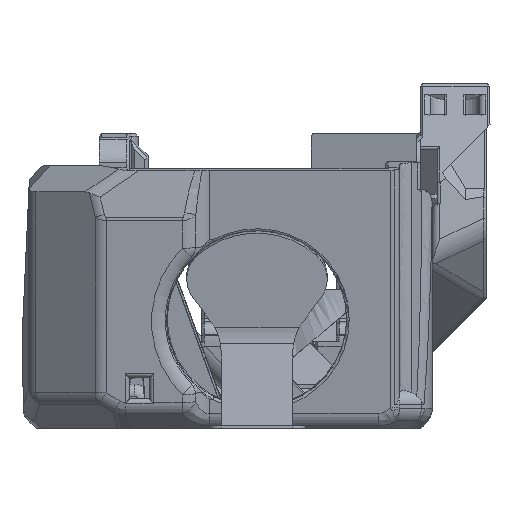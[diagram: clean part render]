
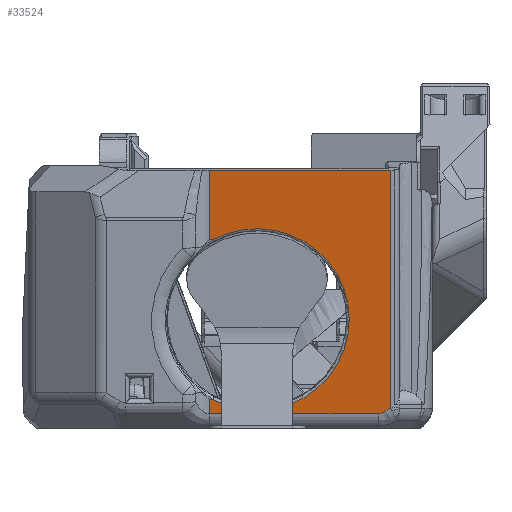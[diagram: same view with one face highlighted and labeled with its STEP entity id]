
A CAD part, left-side view. The second image highlights one B-rep face of the part: STEP entity #33524.
In plain terms, the highlighted planar face has unit normal (-0.985, 0, -0.174).
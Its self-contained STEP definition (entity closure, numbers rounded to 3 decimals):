
#920=B_SPLINE_CURVE_WITH_KNOTS('',3,(#55169,#55170,#55171,#55172),
 .UNSPECIFIED.,.F.,.F.,(4,4),(0.001,0.001),
 .UNSPECIFIED.);
#942=B_SPLINE_CURVE_WITH_KNOTS('',3,(#55717,#55718,#55719,#55720),
 .UNSPECIFIED.,.F.,.F.,(4,4),(0.001,0.001),
 .UNSPECIFIED.);
#1534=CIRCLE('',#35300,14.4);
#2733=ELLIPSE('',#36084,3.203,2.);
#6885=ORIENTED_EDGE('',*,*,#15379,.T.);
#6886=ORIENTED_EDGE('',*,*,#13999,.T.);
#6887=ORIENTED_EDGE('',*,*,#15575,.T.);
#6888=ORIENTED_EDGE('',*,*,#15576,.T.);
#6889=ORIENTED_EDGE('',*,*,#15577,.T.);
#6890=ORIENTED_EDGE('',*,*,#15578,.F.);
#6891=ORIENTED_EDGE('',*,*,#15579,.F.);
#6892=ORIENTED_EDGE('',*,*,#15580,.F.);
#6893=ORIENTED_EDGE('',*,*,#15362,.F.);
#6894=ORIENTED_EDGE('',*,*,#15377,.T.);
#13999=EDGE_CURVE('',#18898,#18899,#1534,.T.);
#15362=EDGE_CURVE('',#19829,#19830,#22786,.T.);
#15377=EDGE_CURVE('',#19829,#19839,#22794,.F.);
#15379=EDGE_CURVE('',#19839,#18898,#920,.F.);
#15575=EDGE_CURVE('',#18899,#19966,#942,.T.);
#15576=EDGE_CURVE('',#19966,#19967,#22910,.F.);
#15577=EDGE_CURVE('',#19967,#19968,#22911,.T.);
#15578=EDGE_CURVE('',#19969,#19968,#2733,.F.);
#15579=EDGE_CURVE('',#19970,#19969,#22912,.T.);
#15580=EDGE_CURVE('',#19830,#19970,#22913,.F.);
#18898=VERTEX_POINT('',#48360);
#18899=VERTEX_POINT('',#48361);
#19829=VERTEX_POINT('',#55103);
#19830=VERTEX_POINT('',#55105);
#19839=VERTEX_POINT('',#55141);
#19966=VERTEX_POINT('',#55721);
#19967=VERTEX_POINT('',#55723);
#19968=VERTEX_POINT('',#55725);
#19969=VERTEX_POINT('',#55727);
#19970=VERTEX_POINT('',#55729);
#22786=LINE('',#55104,#25793);
#22794=LINE('',#55142,#25801);
#22910=LINE('',#55722,#25917);
#22911=LINE('',#55724,#25918);
#22912=LINE('',#55728,#25919);
#22913=LINE('',#55730,#25920);
#25793=VECTOR('',#41142,1000.);
#25801=VECTOR('',#41168,1000.);
#25917=VECTOR('',#41506,1000.);
#25918=VECTOR('',#41507,1000.);
#25919=VECTOR('',#41510,1000.);
#25920=VECTOR('',#41511,1000.);
#28343=EDGE_LOOP('',(#6885,#6886,#6887,#6888,#6889,#6890,#6891,#6892,#6893,
#6894));
#30416=FACE_BOUND('',#28343,.T.);
#32085=PLANE('',#36083);
#33524=ADVANCED_FACE('',(#30416),#32085,.F.);
#35300=AXIS2_PLACEMENT_3D('',#48359,#39144,#39145);
#36083=AXIS2_PLACEMENT_3D('',#55716,#41504,#41505);
#36084=AXIS2_PLACEMENT_3D('',#55726,#41508,#41509);
#39144=DIRECTION('',(0.985,0.,0.174));
#39145=DIRECTION('',(0.174,0.,-0.985));
#41142=DIRECTION('',(0.,-1.,0.));
#41168=DIRECTION('',(-0.174,0.,0.985));
#41504=DIRECTION('',(0.985,0.,0.174));
#41505=DIRECTION('',(-0.174,0.,0.985));
#41506=DIRECTION('',(-0.174,0.,0.985));
#41507=DIRECTION('',(0.,-1.,0.));
#41508=DIRECTION('',(-0.985,0.,-0.174));
#41509=DIRECTION('',(-0.165,-0.304,0.938));
#41510=DIRECTION('',(0.097,0.829,-0.551));
#41511=DIRECTION('',(-0.174,0.,0.985));
#48359=CARTESIAN_POINT('',(-30.458,4.853,16.973));
#48360=CARTESIAN_POINT('',(-32.651,11.767,29.413));
#48361=CARTESIAN_POINT('',(-28.264,11.767,4.533));
#55103=CARTESIAN_POINT('',(-34.572,12.27,40.304));
#55104=CARTESIAN_POINT('',(-34.572,24.853,40.304));
#55105=CARTESIAN_POINT('',(-34.572,-16.002,40.304));
#55141=CARTESIAN_POINT('',(-32.66,12.27,29.463));
#55142=CARTESIAN_POINT('',(-31.185,12.27,21.099));
#55169=CARTESIAN_POINT('',(-32.651,11.767,29.413));
#55170=CARTESIAN_POINT('',(-32.654,11.935,29.425));
#55171=CARTESIAN_POINT('',(-32.657,12.103,29.442));
#55172=CARTESIAN_POINT('',(-32.66,12.27,29.463));
#55716=CARTESIAN_POINT('',(-31.185,24.853,21.099));
#55717=CARTESIAN_POINT('',(-28.264,11.767,4.533));
#55718=CARTESIAN_POINT('',(-28.262,11.935,4.52));
#55719=CARTESIAN_POINT('',(-28.259,12.103,4.503));
#55720=CARTESIAN_POINT('',(-28.255,12.27,4.482));
#55721=CARTESIAN_POINT('',(-28.255,12.27,4.482));
#55722=CARTESIAN_POINT('',(-31.185,12.27,21.099));
#55723=CARTESIAN_POINT('',(-27.864,12.27,2.262));
#55724=CARTESIAN_POINT('',(-27.864,-14.655,2.262));
#55725=CARTESIAN_POINT('',(-27.864,-14.07,2.262));
#55726=CARTESIAN_POINT('',(-28.404,-14.652,5.326));
#55727=CARTESIAN_POINT('',(-27.923,-15.07,2.597));
#55728=CARTESIAN_POINT('',(-27.821,-14.199,2.018));
#55729=CARTESIAN_POINT('',(-28.032,-16.002,3.216));
#55730=CARTESIAN_POINT('',(-7.663,-16.002,-112.301));
